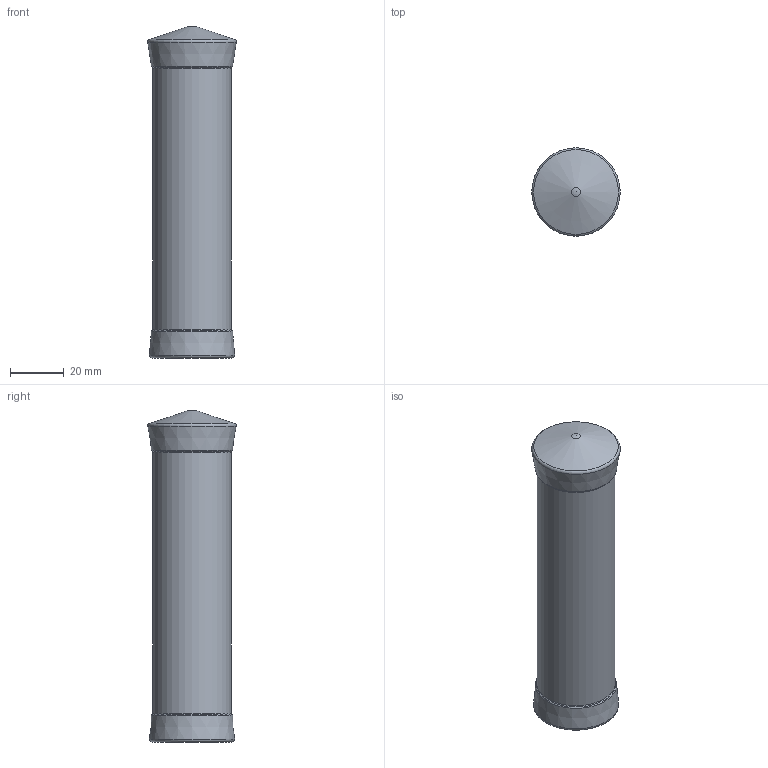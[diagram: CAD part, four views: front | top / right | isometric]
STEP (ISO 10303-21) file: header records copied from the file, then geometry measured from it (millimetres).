
FILE_DESCRIPTION(/* description */ ('File 3d .step'),/* implementation_level */ '2;1');
FILE_NAME(/* name */ '7317125',/* time_stamp */ '2019-08-26T13:46:37+02:00',/* author */ ('Zorzan D.'),/* organization */ ('Gamm Srl.'),/* preprocessor_version */ 'ST-DEVELOPER v16.7',/* originating_system */ 'DEX',/* authorisation */ $);
FILE_SCHEMA (('AUTOMOTIVE_DESIGN {1 0 10303 214 3 1 1}'));
Length unit declared in the file: millimetre
Products named in the file (1): 7317125
Bounding box: 32.77 x 32.77 x 123 mm (x, y, z)
Volume: 44345.3 mm3; surface area: 19948.1 mm2
Topology: 1 solids, 1 shells, 14 faces, 30 edges, 18 vertices
Faces by surface type: torus 6, cone 3, cylinder 2, plane 2, sphere 1
Full cylindrical faces by diameter (mm): 20 x1, 29 x1
Entity records: 304 total; most frequent: DIRECTION 56, CARTESIAN_POINT 41, AXIS2_PLACEMENT_3D 28, ORIENTED_EDGE 26, EDGE_LOOP 26, FACE_BOUND 26, ADVANCED_FACE 14, EDGE_CURVE 13
